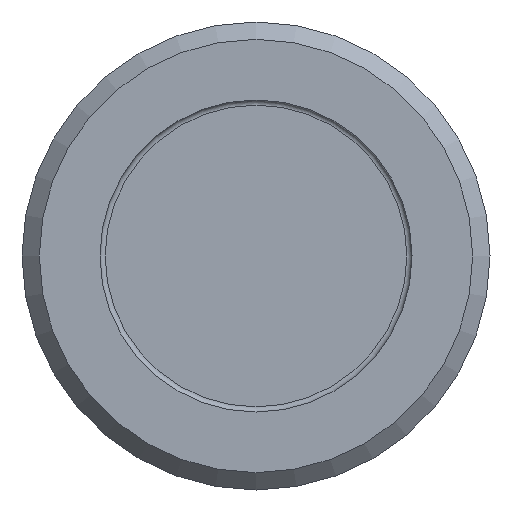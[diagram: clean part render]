
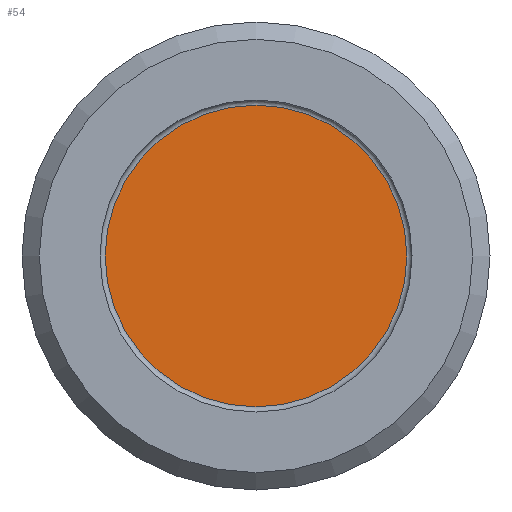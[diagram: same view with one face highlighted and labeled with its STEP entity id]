
A CAD part, left-side view. The second image highlights one B-rep face of the part: STEP entity #54.
In plain terms, the highlighted planar face has unit normal (-1, 0, 0).
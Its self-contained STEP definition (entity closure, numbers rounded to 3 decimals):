
#54 = ADVANCED_FACE( '', ( #126 ), #127, .F. );
#126 = FACE_OUTER_BOUND( '', #225, .T. );
#127 = PLANE( '', #226 );
#225 = EDGE_LOOP( '', ( #325 ) );
#226 = AXIS2_PLACEMENT_3D( '', #326, #327, #328 );
#325 = ORIENTED_EDGE( '', *, *, #541, .F. );
#326 = CARTESIAN_POINT( '', ( 0.4, 0., 0. ) );
#327 = DIRECTION( '', ( 1., 0., 0. ) );
#328 = DIRECTION( '', ( 0., 0., -1. ) );
#541 = EDGE_CURVE( '', #632, #632, #633, .T. );
#632 = VERTEX_POINT( '', #764 );
#633 = CIRCLE( '', #765, 11.6 );
#764 = CARTESIAN_POINT( '', ( 0.4, 0., -11.6 ) );
#765 = AXIS2_PLACEMENT_3D( '', #915, #916, #917 );
#915 = CARTESIAN_POINT( '', ( 0.4, 0., 0. ) );
#916 = DIRECTION( '', ( 1., 0., 0. ) );
#917 = DIRECTION( '', ( 0., 0., -1. ) );
